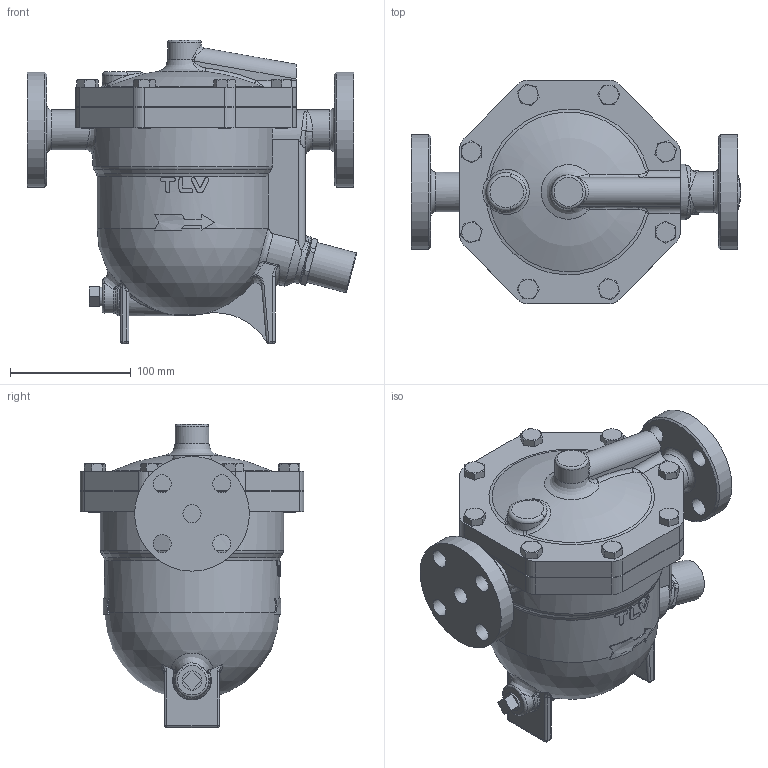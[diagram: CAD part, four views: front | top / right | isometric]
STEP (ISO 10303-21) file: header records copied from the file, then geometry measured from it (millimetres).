
FILE_DESCRIPTION((''),'2;1');
FILE_NAME('ja700-015-jis10-00.stp','2010-11-11T16:11:47',('nakaot'),(''),'Autodesk Inventor 2008','Autodesk Inventor 2008','');
FILE_SCHEMA(('AUTOMOTIVE_DESIGN { 1 0 10303 214 1 1 1 1 }'));
Length unit declared in the file: millimetre
Products named in the file (1): ja700-015-jis10-00
Bounding box: 272.4 x 185 x 251 mm (x, y, z)
Volume: 3842525.2 mm3; surface area: 236099.5 mm2
Topology: 1 solids, 1 shells, 442 faces, 1098 edges, 673 vertices
Faces by surface type: plane 153, bspline 127, cylinder 90, cone 57, sphere 10, torus 5
Full cylindrical faces by diameter (mm): 10 x16, 15 x5, 28 x1, 33 x2, 34 x1, 40 x1, 95 x1, 150 x1
Entity records: 28099 total; most frequent: CARTESIAN_POINT 18921, ORIENTED_EDGE 2004, DIRECTION 1647, EDGE_CURVE 1002, AXIS2_PLACEMENT_3D 668, VERTEX_POINT 650, EDGE_LOOP 562, FACE_OUTER_BOUND 442
